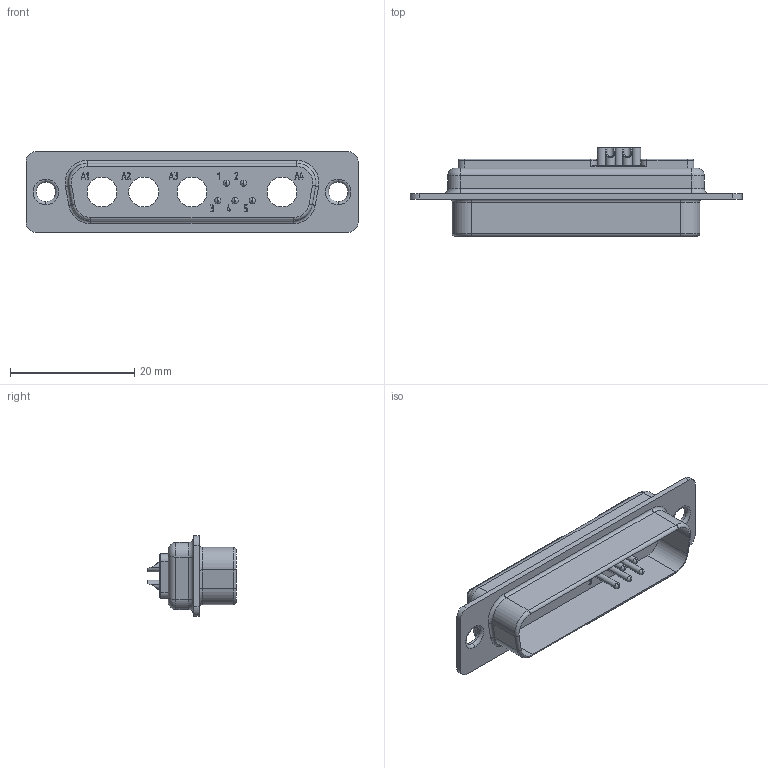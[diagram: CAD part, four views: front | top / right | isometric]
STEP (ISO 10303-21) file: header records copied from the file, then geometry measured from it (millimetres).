
FILE_DESCRIPTION(('Creo Elements/Direct Modeling STEP Export'),'2;1');
FILE_NAME('model.stp','2019-08-20T10:32:51',(''),(''),'Creo Elements/Direct Modeling STEP processor for AP214 (Solid Model)','Creo Elements/Direct Modeling 20.1A 29-Sep-2018 (C) Parametric Technology GmbH','');
FILE_SCHEMA(('AUTOMOTIVE_DESIGN { 1 0 10303 214 1 1 1 1 }'));
Length unit declared in the file: millimetre
Products named in the file (2): VS-25-ST-DSUB-4P-5S.1; VS-25-ST-DSUB-4P-5S
Assembly tree (1 placements, depth 2):
  VS-25-ST-DSUB-4P-5S
    VS-25-ST-DSUB-4P-5S.1
Bounding box: 53.42 x 14.29 x 12.93 mm (x, y, z)
Volume: 2365.6 mm3; surface area: 3435.3 mm2
Topology: 1 solids, 1 shells, 822 faces, 2240 edges, 1474 vertices
Faces by surface type: plane 550, cylinder 159, extrusion 74, torus 39
Entity records: 34366 total; most frequent: CARTESIAN_POINT 7069, ORIENTED_EDGE 4480, DIRECTION 3912, EDGE_CURVE 2240, VECTOR 1828, LINE 1754, VERTEX_POINT 1474, AXIS2_PLACEMENT_3D 1042
